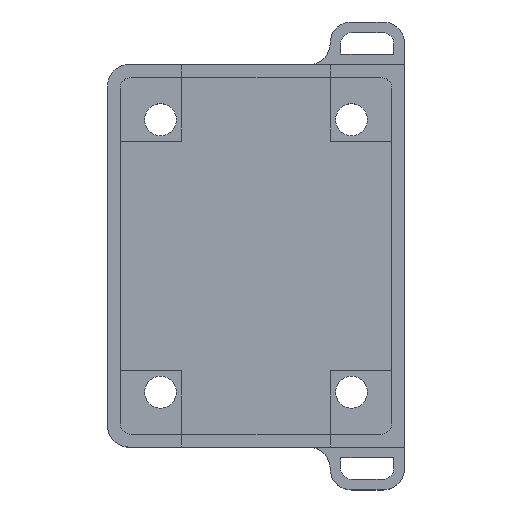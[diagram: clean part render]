
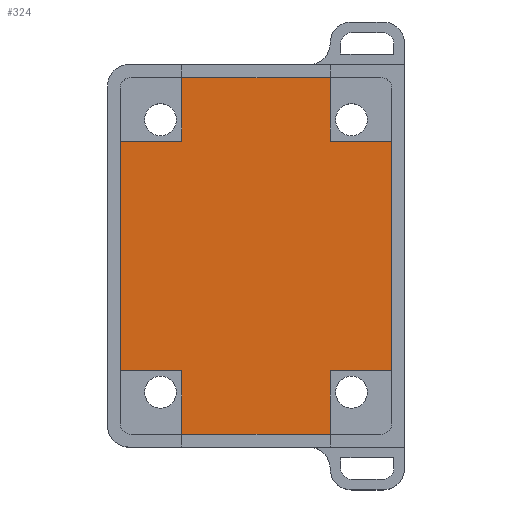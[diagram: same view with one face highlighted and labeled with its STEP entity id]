
A CAD part, top view. The second image highlights one B-rep face of the part: STEP entity #324.
In plain terms, the highlighted planar face has unit normal (0, 0, 1).
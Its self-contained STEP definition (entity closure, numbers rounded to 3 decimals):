
#6 = CARTESIAN_POINT ( 'NONE',  ( 6.96, 0., 3.2 ) ) ;
#16 = DIRECTION ( 'NONE',  ( -1., 0., 0. ) ) ;
#22 = PLANE ( 'NONE',  #584 ) ;
#40 = VECTOR ( 'NONE', #1528, 1000. ) ;
#80 = VECTOR ( 'NONE', #882, 1000. ) ;
#122 = EDGE_CURVE ( 'NONE', #936, #912, #646, .T. ) ;
#153 = CARTESIAN_POINT ( 'NONE',  ( 6.96, -28.65, 3.2 ) ) ;
#171 = ORIENTED_EDGE ( 'NONE', *, *, #833, .F. ) ;
#177 = VERTEX_POINT ( 'NONE', #153 ) ;
#180 = ORIENTED_EDGE ( 'NONE', *, *, #1088, .T. ) ;
#220 = LINE ( 'NONE', #1659, #992 ) ;
#263 = VECTOR ( 'NONE', #16, 1000. ) ;
#273 = ORIENTED_EDGE ( 'NONE', *, *, #1004, .F. ) ;
#311 = LINE ( 'NONE', #1170, #1754 ) ;
#318 = CARTESIAN_POINT ( 'NONE',  ( 20.84, -7.15, 3.2 ) ) ;
#324 = ADVANCED_FACE ( 'NONE', ( #1240 ), #22, .T. ) ;
#349 = VERTEX_POINT ( 'NONE', #1592 ) ;
#382 = CARTESIAN_POINT ( 'NONE',  ( 6.96, -34.6, 3.2 ) ) ;
#386 = ORIENTED_EDGE ( 'NONE', *, *, #1865, .F. ) ;
#447 = CARTESIAN_POINT ( 'NONE',  ( 6.96, -1.2, 3.2 ) ) ;
#466 = LINE ( 'NONE', #1349, #884 ) ;
#492 = DIRECTION ( 'NONE',  ( 1., 0., 0. ) ) ;
#584 = AXIS2_PLACEMENT_3D ( 'NONE', #1251, #1772, #1755 ) ;
#605 = DIRECTION ( 'NONE',  ( 0., 1., 0. ) ) ;
#645 = ORIENTED_EDGE ( 'NONE', *, *, #2047, .T. ) ;
#646 = LINE ( 'NONE', #2229, #1355 ) ;
#695 = CARTESIAN_POINT ( 'NONE',  ( 20.84, -28.65, 3.2 ) ) ;
#704 = ORIENTED_EDGE ( 'NONE', *, *, #1658, .F. ) ;
#705 = VECTOR ( 'NONE', #1352, 1000. ) ;
#712 = DIRECTION ( 'NONE',  ( -1., 0., 0. ) ) ;
#748 = VERTEX_POINT ( 'NONE', #2068 ) ;
#750 = LINE ( 'NONE', #2120, #1495 ) ;
#774 = DIRECTION ( 'NONE',  ( 0., -1., 0. ) ) ;
#812 = VERTEX_POINT ( 'NONE', #859 ) ;
#816 = LINE ( 'NONE', #1521, #40 ) ;
#833 = EDGE_CURVE ( 'NONE', #912, #2183, #1549, .T. ) ;
#837 = DIRECTION ( 'NONE',  ( 0., 1., 0. ) ) ;
#859 = CARTESIAN_POINT ( 'NONE',  ( 26.6, -7.15, 3.2 ) ) ;
#867 = LINE ( 'NONE', #1743, #1452 ) ;
#882 = DIRECTION ( 'NONE',  ( 0., 1., 0. ) ) ;
#884 = VECTOR ( 'NONE', #837, 1000. ) ;
#905 = VERTEX_POINT ( 'NONE', #382 ) ;
#909 = EDGE_CURVE ( 'NONE', #177, #1067, #2074, .T. ) ;
#912 = VERTEX_POINT ( 'NONE', #2083 ) ;
#936 = VERTEX_POINT ( 'NONE', #1925 ) ;
#981 = ORIENTED_EDGE ( 'NONE', *, *, #909, .F. ) ;
#992 = VECTOR ( 'NONE', #605, 1000. ) ;
#1004 = EDGE_CURVE ( 'NONE', #1346, #812, #311, .T. ) ;
#1015 = EDGE_CURVE ( 'NONE', #936, #1067, #2017, .T. ) ;
#1067 = VERTEX_POINT ( 'NONE', #1720 ) ;
#1088 = EDGE_CURVE ( 'NONE', #349, #2183, #1563, .T. ) ;
#1093 = ORIENTED_EDGE ( 'NONE', *, *, #1015, .T. ) ;
#1108 = CARTESIAN_POINT ( 'NONE',  ( 20.84, -34.6, 3.2 ) ) ;
#1170 = CARTESIAN_POINT ( 'NONE',  ( 0., -7.15, 3.2 ) ) ;
#1223 = ORIENTED_EDGE ( 'NONE', *, *, #1626, .T. ) ;
#1240 = FACE_OUTER_BOUND ( 'NONE', #1297, .T. ) ;
#1251 = CARTESIAN_POINT ( 'NONE',  ( 0., 0., 3.2 ) ) ;
#1287 = VECTOR ( 'NONE', #712, 1000. ) ;
#1290 = DIRECTION ( 'NONE',  ( 1., 0., 0. ) ) ;
#1297 = EDGE_LOOP ( 'NONE', ( #2221, #1093, #981, #1602, #1223, #704, #386, #645, #273, #1734, #180, #171 ) ) ;
#1346 = VERTEX_POINT ( 'NONE', #318 ) ;
#1348 = EDGE_CURVE ( 'NONE', #349, #1346, #816, .T. ) ;
#1349 = CARTESIAN_POINT ( 'NONE',  ( 6.96, 0., 3.2 ) ) ;
#1352 = DIRECTION ( 'NONE',  ( 0., -1., 0. ) ) ;
#1355 = VECTOR ( 'NONE', #492, 1000. ) ;
#1452 = VECTOR ( 'NONE', #1555, 1000. ) ;
#1495 = VECTOR ( 'NONE', #1290, 1000. ) ;
#1521 = CARTESIAN_POINT ( 'NONE',  ( 20.84, 0., 3.2 ) ) ;
#1528 = DIRECTION ( 'NONE',  ( 0., -1., 0. ) ) ;
#1543 = DIRECTION ( 'NONE',  ( 1., 0., 0. ) ) ;
#1549 = LINE ( 'NONE', #6, #80 ) ;
#1555 = DIRECTION ( 'NONE',  ( -1., 0., 0. ) ) ;
#1563 = LINE ( 'NONE', #1579, #1287 ) ;
#1565 = VECTOR ( 'NONE', #774, 1000. ) ;
#1579 = CARTESIAN_POINT ( 'NONE',  ( 26.6, -1.2, 3.2 ) ) ;
#1586 = CARTESIAN_POINT ( 'NONE',  ( 0., -28.65, 3.2 ) ) ;
#1592 = CARTESIAN_POINT ( 'NONE',  ( 20.84, -1.2, 3.2 ) ) ;
#1602 = ORIENTED_EDGE ( 'NONE', *, *, #2194, .F. ) ;
#1626 = EDGE_CURVE ( 'NONE', #905, #1683, #750, .T. ) ;
#1658 = EDGE_CURVE ( 'NONE', #1946, #1683, #1767, .T. ) ;
#1659 = CARTESIAN_POINT ( 'NONE',  ( 26.6, -34.6, 3.2 ) ) ;
#1683 = VERTEX_POINT ( 'NONE', #1108 ) ;
#1720 = CARTESIAN_POINT ( 'NONE',  ( 1.2, -28.65, 3.2 ) ) ;
#1734 = ORIENTED_EDGE ( 'NONE', *, *, #1348, .F. ) ;
#1743 = CARTESIAN_POINT ( 'NONE',  ( 0., -28.65, 3.2 ) ) ;
#1754 = VECTOR ( 'NONE', #1543, 1000. ) ;
#1755 = DIRECTION ( 'NONE',  ( 1., 0., 0. ) ) ;
#1767 = LINE ( 'NONE', #1945, #1565 ) ;
#1772 = DIRECTION ( 'NONE',  ( 0., 0., 1. ) ) ;
#1865 = EDGE_CURVE ( 'NONE', #748, #1946, #867, .T. ) ;
#1925 = CARTESIAN_POINT ( 'NONE',  ( 1.2, -7.15, 3.2 ) ) ;
#1945 = CARTESIAN_POINT ( 'NONE',  ( 20.84, 0., 3.2 ) ) ;
#1946 = VERTEX_POINT ( 'NONE', #695 ) ;
#2017 = LINE ( 'NONE', #2197, #705 ) ;
#2047 = EDGE_CURVE ( 'NONE', #748, #812, #220, .T. ) ;
#2068 = CARTESIAN_POINT ( 'NONE',  ( 26.6, -28.65, 3.2 ) ) ;
#2074 = LINE ( 'NONE', #1586, #263 ) ;
#2083 = CARTESIAN_POINT ( 'NONE',  ( 6.96, -7.15, 3.2 ) ) ;
#2120 = CARTESIAN_POINT ( 'NONE',  ( 1.2, -34.6, 3.2 ) ) ;
#2183 = VERTEX_POINT ( 'NONE', #447 ) ;
#2194 = EDGE_CURVE ( 'NONE', #905, #177, #466, .T. ) ;
#2197 = CARTESIAN_POINT ( 'NONE',  ( 1.2, -1.2, 3.2 ) ) ;
#2221 = ORIENTED_EDGE ( 'NONE', *, *, #122, .F. ) ;
#2229 = CARTESIAN_POINT ( 'NONE',  ( 0., -7.15, 3.2 ) ) ;
